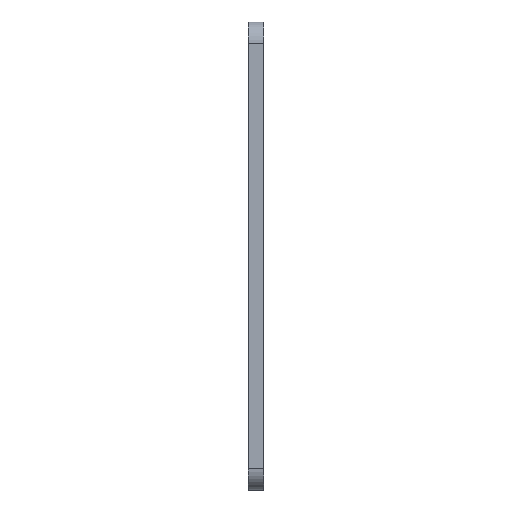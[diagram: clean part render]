
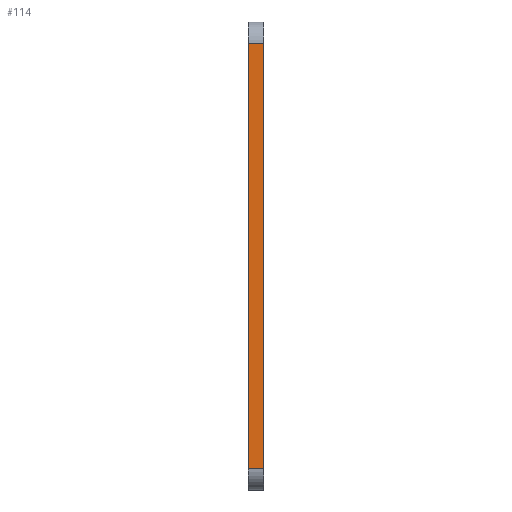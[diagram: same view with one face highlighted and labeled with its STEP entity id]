
A CAD part, left-side view. The second image highlights one B-rep face of the part: STEP entity #114.
In plain terms, the highlighted planar face has unit normal (-1, 0, 0).
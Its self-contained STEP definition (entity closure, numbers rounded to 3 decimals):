
#24 = EDGE_CURVE ( 'NONE', #314, #223, #682, .T. ) ;
#34 = DIRECTION ( 'NONE',  ( 0., 0., 1. ) ) ;
#58 = VERTEX_POINT ( 'NONE', #242 ) ;
#114 = ADVANCED_FACE ( 'NONE', ( #632 ), #184, .T. ) ;
#158 = VECTOR ( 'NONE', #177, 1000. ) ;
#177 = DIRECTION ( 'NONE',  ( 0., 1., 0. ) ) ;
#181 = LINE ( 'NONE', #618, #158 ) ;
#184 = PLANE ( 'NONE',  #453 ) ;
#199 = DIRECTION ( 'NONE',  ( 0., -1., 0. ) ) ;
#208 = DIRECTION ( 'NONE',  ( 0., 0., 1. ) ) ;
#215 = EDGE_CURVE ( 'NONE', #314, #58, #274, .T. ) ;
#223 = VERTEX_POINT ( 'NONE', #235 ) ;
#227 = CARTESIAN_POINT ( 'NONE',  ( -7., 1.5, -7. ) ) ;
#228 = ORIENTED_EDGE ( 'NONE', *, *, #215, .F. ) ;
#235 = CARTESIAN_POINT ( 'NONE',  ( -7., 0., -5. ) ) ;
#242 = CARTESIAN_POINT ( 'NONE',  ( -7., 1.5, 35. ) ) ;
#256 = VERTEX_POINT ( 'NONE', #393 ) ;
#274 = LINE ( 'NONE', #227, #421 ) ;
#299 = EDGE_CURVE ( 'NONE', #256, #58, #181, .T. ) ;
#314 = VERTEX_POINT ( 'NONE', #579 ) ;
#351 = ORIENTED_EDGE ( 'NONE', *, *, #299, .T. ) ;
#393 = CARTESIAN_POINT ( 'NONE',  ( -7., 0., 35. ) ) ;
#401 = EDGE_CURVE ( 'NONE', #223, #256, #408, .T. ) ;
#404 = VECTOR ( 'NONE', #199, 1000. ) ;
#408 = LINE ( 'NONE', #411, #557 ) ;
#411 = CARTESIAN_POINT ( 'NONE',  ( -7., 0., -7. ) ) ;
#421 = VECTOR ( 'NONE', #495, 1000. ) ;
#453 = AXIS2_PLACEMENT_3D ( 'NONE', #625, #583, #34 ) ;
#460 = EDGE_LOOP ( 'NONE', ( #228, #461, #597, #351 ) ) ;
#461 = ORIENTED_EDGE ( 'NONE', *, *, #24, .T. ) ;
#495 = DIRECTION ( 'NONE',  ( 0., 0., 1. ) ) ;
#557 = VECTOR ( 'NONE', #208, 1000. ) ;
#579 = CARTESIAN_POINT ( 'NONE',  ( -7., 1.5, -5. ) ) ;
#583 = DIRECTION ( 'NONE',  ( -1., 0., 0. ) ) ;
#597 = ORIENTED_EDGE ( 'NONE', *, *, #401, .T. ) ;
#618 = CARTESIAN_POINT ( 'NONE',  ( -7., 0., 35. ) ) ;
#625 = CARTESIAN_POINT ( 'NONE',  ( -7., 0., -7. ) ) ;
#632 = FACE_OUTER_BOUND ( 'NONE', #460, .T. ) ;
#638 = CARTESIAN_POINT ( 'NONE',  ( -7., 0., -5. ) ) ;
#682 = LINE ( 'NONE', #638, #404 ) ;
